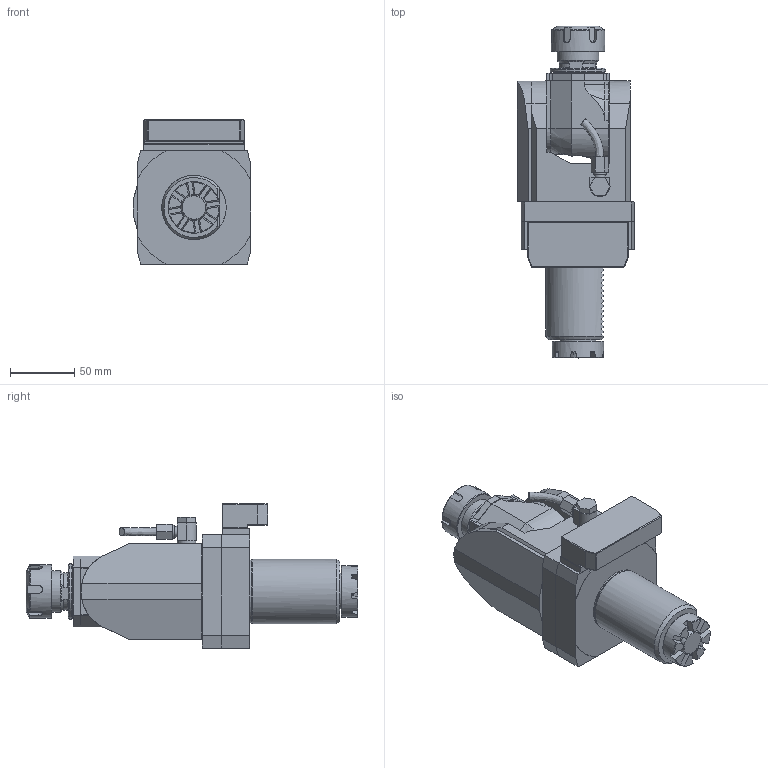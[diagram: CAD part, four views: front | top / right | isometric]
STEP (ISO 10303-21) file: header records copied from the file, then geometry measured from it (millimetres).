
FILE_DESCRIPTION (( 'STEP AP214' ), '1' );
FILE_NAME ('ROPPS50121SB.STEP', '2025-10-22T06:59:08', ( '' ), ( '' ), 'SwSTEP 2.0', 'SolidWorks 2023', '' );
FILE_SCHEMA (( 'AUTOMOTIVE_DESIGN' ));
Length unit declared in the file: millimetre
Products named in the file (1): ROPPS50121SB
Bounding box: 91 x 257.66 x 112 mm (x, y, z)
Volume: 1011189.2 mm3; surface area: 96989.3 mm2
Topology: 1 solids, 1 shells, 710 faces, 1869 edges, 1213 vertices
Faces by surface type: plane 454, cylinder 109, bspline 94, cone 40, torus 13
Full cylindrical faces by diameter (mm): 1.7 x1, 2.1 x1, 6.366 x1, 8.2 x1, 9.8 x1, 14.5 x1, 20.3 x1, 28 x1, 29.3 x1, 32.3 x1, 40 x1, 41 x1, 41.5 x1, 43 x1, 49.6 x1, 50 x1
Entity records: 30607 total; most frequent: CARTESIAN_POINT 11327, ORIENTED_EDGE 3646, DIRECTION 2842, EDGE_CURVE 1823, VERTEX_POINT 1197, VECTOR 1136, LINE 1136, AXIS2_PLACEMENT_3D 853
